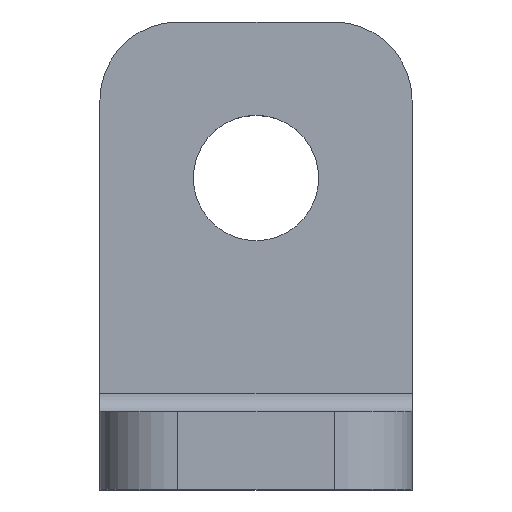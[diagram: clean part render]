
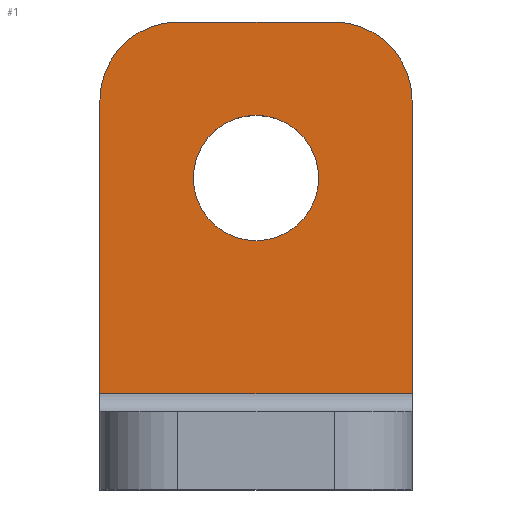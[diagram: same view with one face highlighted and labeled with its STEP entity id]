
A CAD part, top view. The second image highlights one B-rep face of the part: STEP entity #1.
In plain terms, the highlighted planar face has unit normal (0, 0, 1).
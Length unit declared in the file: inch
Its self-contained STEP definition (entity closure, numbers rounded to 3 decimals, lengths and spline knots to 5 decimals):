
#1 = ADVANCED_FACE ( 'NONE', ( #544, #613 ), #49, .F. ) ;
#8 = ORIENTED_EDGE ( 'NONE', *, *, #200, .F. ) ;
#31 = DIRECTION ( 'NONE',  ( 1., 0., 0. ) ) ;
#33 = CARTESIAN_POINT ( 'NONE',  ( 0., 0.154, 0. ) ) ;
#36 = AXIS2_PLACEMENT_3D ( 'NONE', #583, #525, #354 ) ;
#37 = VECTOR ( 'NONE', #186, 39.37008 ) ;
#38 = DIRECTION ( 'NONE',  ( 0., 0., 1. ) ) ;
#47 = DIRECTION ( 'NONE',  ( 0., 0., 1. ) ) ;
#49 = PLANE ( 'NONE',  #651 ) ;
#69 = CARTESIAN_POINT ( 'NONE',  ( 0.5, 0.154, 0. ) ) ;
#81 = CARTESIAN_POINT ( 'NONE',  ( 0.5, 0.154, 0. ) ) ;
#85 = CARTESIAN_POINT ( 'NONE',  ( 0.5, 0.625, 0. ) ) ;
#95 = VERTEX_POINT ( 'NONE', #85 ) ;
#96 = VECTOR ( 'NONE', #645, 39.37008 ) ;
#136 = CIRCLE ( 'NONE', #277, 0.125 ) ;
#142 = CARTESIAN_POINT ( 'NONE',  ( 0.1495, 0.5, 0. ) ) ;
#148 = LINE ( 'NONE', #414, #96 ) ;
#150 = LINE ( 'NONE', #312, #585 ) ;
#185 = VERTEX_POINT ( 'NONE', #69 ) ;
#186 = DIRECTION ( 'NONE',  ( -1., 0., 0. ) ) ;
#200 = EDGE_CURVE ( 'NONE', #245, #240, #606, .T. ) ;
#201 = CIRCLE ( 'NONE', #523, 0.125 ) ;
#218 = DIRECTION ( 'NONE',  ( 0., 0., -1. ) ) ;
#229 = CARTESIAN_POINT ( 'NONE',  ( 0.375, 0.75, 0. ) ) ;
#240 = VERTEX_POINT ( 'NONE', #142 ) ;
#241 = LINE ( 'NONE', #81, #37 ) ;
#245 = VERTEX_POINT ( 'NONE', #537 ) ;
#260 = CARTESIAN_POINT ( 'NONE',  ( 0.375, 0.625, 0. ) ) ;
#267 = CARTESIAN_POINT ( 'NONE',  ( 0., 0., 0. ) ) ;
#268 = VERTEX_POINT ( 'NONE', #33 ) ;
#277 = AXIS2_PLACEMENT_3D ( 'NONE', #260, #47, #616 ) ;
#281 = EDGE_CURVE ( 'NONE', #185, #95, #148, .T. ) ;
#294 = LINE ( 'NONE', #570, #586 ) ;
#306 = CARTESIAN_POINT ( 'NONE',  ( 0.125, 0.625, 0. ) ) ;
#310 = EDGE_CURVE ( 'NONE', #324, #378, #201, .T. ) ;
#312 = CARTESIAN_POINT ( 'NONE',  ( 0., 0., 0. ) ) ;
#324 = VERTEX_POINT ( 'NONE', #648 ) ;
#331 = ORIENTED_EDGE ( 'NONE', *, *, #281, .T. ) ;
#335 = ORIENTED_EDGE ( 'NONE', *, *, #685, .F. ) ;
#343 = EDGE_CURVE ( 'NONE', #378, #268, #150, .T. ) ;
#352 = EDGE_CURVE ( 'NONE', #95, #510, #136, .T. ) ;
#354 = DIRECTION ( 'NONE',  ( 1., 0., 0. ) ) ;
#378 = VERTEX_POINT ( 'NONE', #495 ) ;
#394 = AXIS2_PLACEMENT_3D ( 'NONE', #536, #584, #31 ) ;
#414 = CARTESIAN_POINT ( 'NONE',  ( 0.5, 0., 0. ) ) ;
#435 = ORIENTED_EDGE ( 'NONE', *, *, #580, .F. ) ;
#445 = EDGE_LOOP ( 'NONE', ( #331, #689, #572, #633, #550, #435 ) ) ;
#473 = EDGE_LOOP ( 'NONE', ( #8, #335 ) ) ;
#479 = DIRECTION ( 'NONE',  ( -1., 0., 0. ) ) ;
#490 = DIRECTION ( 'NONE',  ( -1., 0., 0. ) ) ;
#495 = CARTESIAN_POINT ( 'NONE',  ( 0., 0.625, 0. ) ) ;
#510 = VERTEX_POINT ( 'NONE', #229 ) ;
#522 = EDGE_CURVE ( 'NONE', #510, #324, #294, .T. ) ;
#523 = AXIS2_PLACEMENT_3D ( 'NONE', #306, #38, #479 ) ;
#525 = DIRECTION ( 'NONE',  ( 0., 0., 1. ) ) ;
#536 = CARTESIAN_POINT ( 'NONE',  ( 0.25, 0.5, 0. ) ) ;
#537 = CARTESIAN_POINT ( 'NONE',  ( 0.3505, 0.5, 0. ) ) ;
#540 = DIRECTION ( 'NONE',  ( 0., -1., 0. ) ) ;
#544 = FACE_BOUND ( 'NONE', #473, .T. ) ;
#550 = ORIENTED_EDGE ( 'NONE', *, *, #343, .T. ) ;
#570 = CARTESIAN_POINT ( 'NONE',  ( 0., 0.75, 0. ) ) ;
#572 = ORIENTED_EDGE ( 'NONE', *, *, #522, .T. ) ;
#580 = EDGE_CURVE ( 'NONE', #185, #268, #241, .T. ) ;
#583 = CARTESIAN_POINT ( 'NONE',  ( 0.25, 0.5, 0. ) ) ;
#584 = DIRECTION ( 'NONE',  ( 0., 0., 1. ) ) ;
#585 = VECTOR ( 'NONE', #540, 39.37008 ) ;
#586 = VECTOR ( 'NONE', #636, 39.37008 ) ;
#606 = CIRCLE ( 'NONE', #36, 0.1005 ) ;
#613 = FACE_OUTER_BOUND ( 'NONE', #445, .T. ) ;
#616 = DIRECTION ( 'NONE',  ( -1., 0., 0. ) ) ;
#633 = ORIENTED_EDGE ( 'NONE', *, *, #310, .T. ) ;
#636 = DIRECTION ( 'NONE',  ( -1., 0., 0. ) ) ;
#645 = DIRECTION ( 'NONE',  ( 0., 1., 0. ) ) ;
#648 = CARTESIAN_POINT ( 'NONE',  ( 0.125, 0.75, 0. ) ) ;
#651 = AXIS2_PLACEMENT_3D ( 'NONE', #267, #218, #490 ) ;
#664 = CIRCLE ( 'NONE', #394, 0.1005 ) ;
#685 = EDGE_CURVE ( 'NONE', #240, #245, #664, .T. ) ;
#689 = ORIENTED_EDGE ( 'NONE', *, *, #352, .T. ) ;
